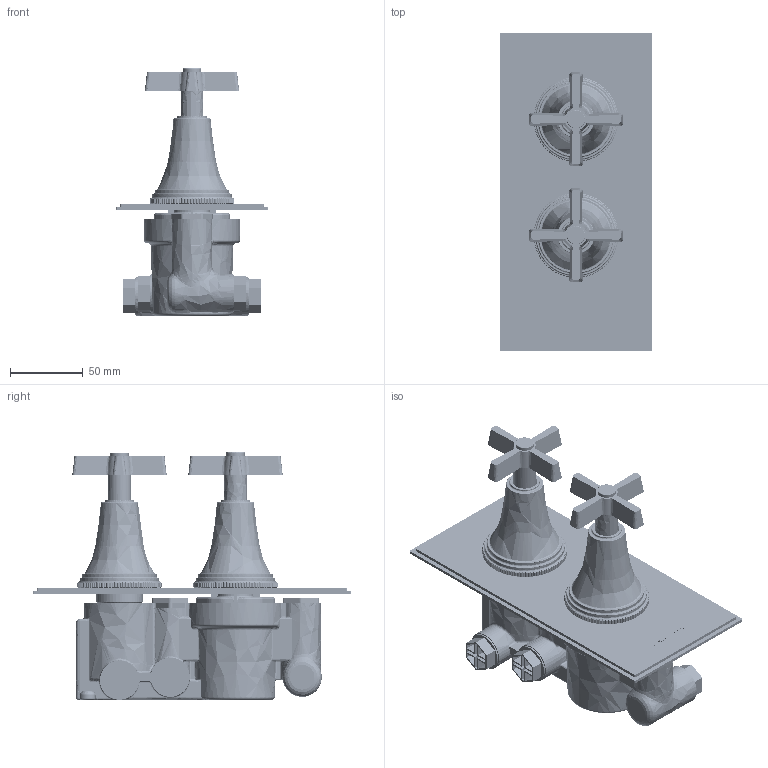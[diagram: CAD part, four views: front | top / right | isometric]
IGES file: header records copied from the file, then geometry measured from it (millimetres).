
Global section: file name: V611-TX; native system: Autodesk Inventor 2018; preprocessor: unknown; author: adaniels; date: 20171023.134911; units: millimetre
Bounding box: 105 x 220 x 170.65 mm (x, y, z)
Volume: 543669.6 mm3; surface area: 308286.7 mm2
Topology: 59 solids, 64 shells, 3626 faces, 9267 edges, 5879 vertices
Faces by surface type: bspline 3626
